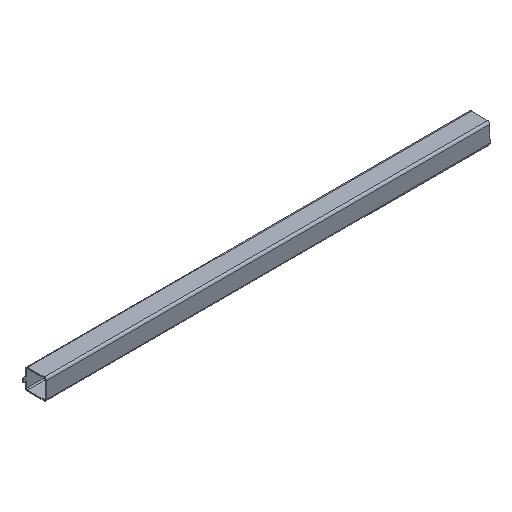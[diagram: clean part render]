
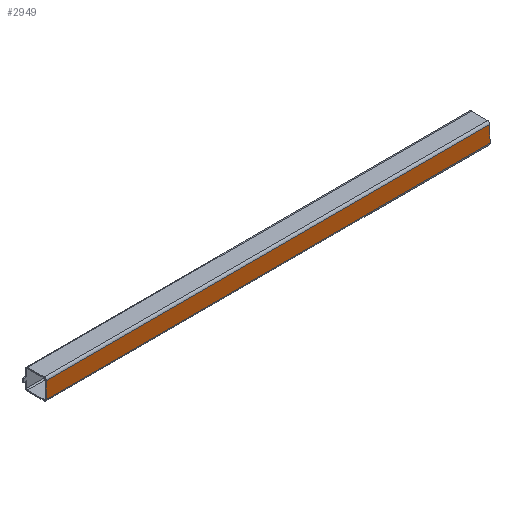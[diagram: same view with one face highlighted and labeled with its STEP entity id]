
A CAD part, isometric view. The second image highlights one B-rep face of the part: STEP entity #2949.
In plain terms, the highlighted planar face has unit normal (0, -1, 0).
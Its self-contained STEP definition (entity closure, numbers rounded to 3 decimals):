
#407 = ORIENTED_EDGE ( 'NONE', *, *, #1445, .F. ) ;
#480 = EDGE_CURVE ( 'NONE', #1882, #4906, #3104, .T. ) ;
#595 = DIRECTION ( 'NONE',  ( 0., 0., -1. ) ) ;
#606 = CARTESIAN_POINT ( 'NONE',  ( 10., -30., 1580. ) ) ;
#686 = CARTESIAN_POINT ( 'NONE',  ( -20., -30., -23.6 ) ) ;
#759 = CARTESIAN_POINT ( 'NONE',  ( 1290., -30., 23.6 ) ) ;
#1445 = EDGE_CURVE ( 'NONE', #4906, #4999, #2451, .T. ) ;
#1490 = AXIS2_PLACEMENT_3D ( 'NONE', #686, #5715, #3510 ) ;
#1642 = FACE_OUTER_BOUND ( 'NONE', #5199, .T. ) ;
#1709 = CARTESIAN_POINT ( 'NONE',  ( 1290., -30., -23.6 ) ) ;
#1752 = EDGE_CURVE ( 'NONE', #3974, #1882, #1934, .T. ) ;
#1872 = DIRECTION ( 'NONE',  ( 1., 0., 0. ) ) ;
#1882 = VERTEX_POINT ( 'NONE', #1709 ) ;
#1934 = LINE ( 'NONE', #1990, #2765 ) ;
#1990 = CARTESIAN_POINT ( 'NONE',  ( 1290., -30., 1580. ) ) ;
#2323 = LINE ( 'NONE', #5509, #5276 ) ;
#2451 = LINE ( 'NONE', #606, #4816 ) ;
#2523 = ORIENTED_EDGE ( 'NONE', *, *, #3539, .F. ) ;
#2569 = ORIENTED_EDGE ( 'NONE', *, *, #1752, .F. ) ;
#2765 = VECTOR ( 'NONE', #595, 1000. ) ;
#2949 = ADVANCED_FACE ( 'NONE', ( #1642 ), #3951, .F. ) ;
#2972 = DIRECTION ( 'NONE',  ( -1., 0., 0. ) ) ;
#3104 = LINE ( 'NONE', #3540, #3681 ) ;
#3454 = CARTESIAN_POINT ( 'NONE',  ( 10., -30., -23.6 ) ) ;
#3510 = DIRECTION ( 'NONE',  ( 0., 0., -1. ) ) ;
#3539 = EDGE_CURVE ( 'NONE', #4999, #3974, #2323, .T. ) ;
#3540 = CARTESIAN_POINT ( 'NONE',  ( -20., -30., -23.6 ) ) ;
#3681 = VECTOR ( 'NONE', #2972, 1000. ) ;
#3951 = PLANE ( 'NONE',  #1490 ) ;
#3974 = VERTEX_POINT ( 'NONE', #759 ) ;
#4816 = VECTOR ( 'NONE', #5202, 1000. ) ;
#4906 = VERTEX_POINT ( 'NONE', #3454 ) ;
#4999 = VERTEX_POINT ( 'NONE', #5356 ) ;
#5199 = EDGE_LOOP ( 'NONE', ( #2523, #407, #5322, #2569 ) ) ;
#5202 = DIRECTION ( 'NONE',  ( 0., 0., 1. ) ) ;
#5276 = VECTOR ( 'NONE', #1872, 1000. ) ;
#5322 = ORIENTED_EDGE ( 'NONE', *, *, #480, .F. ) ;
#5356 = CARTESIAN_POINT ( 'NONE',  ( 10., -30., 23.6 ) ) ;
#5509 = CARTESIAN_POINT ( 'NONE',  ( -20., -30., 23.6 ) ) ;
#5715 = DIRECTION ( 'NONE',  ( 0., 1., 0. ) ) ;
